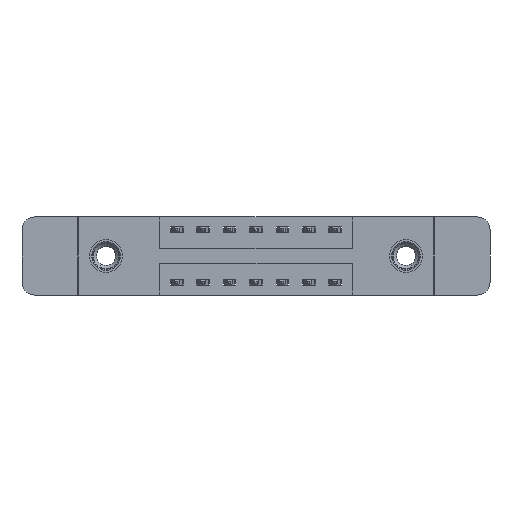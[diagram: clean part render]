
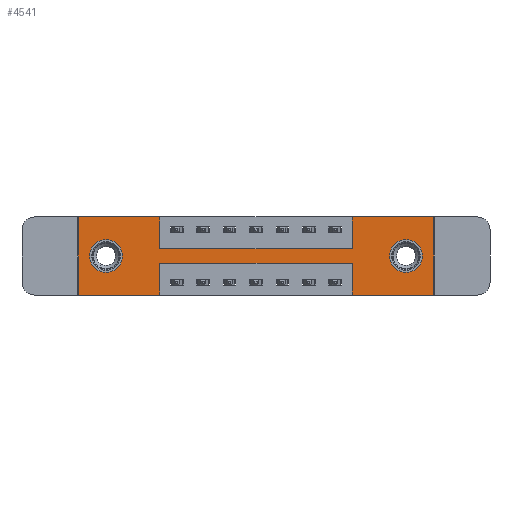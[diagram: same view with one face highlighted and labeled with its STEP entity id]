
A CAD part, front view. The second image highlights one B-rep face of the part: STEP entity #4541.
In plain terms, the highlighted planar face has unit normal (0, -1, 0).
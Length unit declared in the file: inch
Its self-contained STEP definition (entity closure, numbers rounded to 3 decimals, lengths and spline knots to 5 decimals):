
#56 = PLANE ( 'NONE',  #10023 ) ;
#288 = CARTESIAN_POINT ( 'NONE',  ( 0.3875, 0., 0. ) ) ;
#557 = VECTOR ( 'NONE', #8218, 39.37008 ) ;
#585 = VERTEX_POINT ( 'NONE', #13990 ) ;
#769 = VECTOR ( 'NONE', #5061, 39.37008 ) ;
#1064 = ORIENTED_EDGE ( 'NONE', *, *, #9728, .F. ) ;
#1129 = DIRECTION ( 'NONE',  ( 0., 1., 0. ) ) ;
#1190 = CARTESIAN_POINT ( 'NONE',  ( 1.685, 0., 0. ) ) ;
#1193 = FACE_BOUND ( 'NONE', #4871, .T. ) ;
#1316 = VERTEX_POINT ( 'NONE', #9819 ) ;
#1334 = CARTESIAN_POINT ( 'NONE',  ( 0.1325, 0., -0.185 ) ) ;
#1382 = CARTESIAN_POINT ( 'NONE',  ( 0., 0., 0. ) ) ;
#1413 = DIRECTION ( 'NONE',  ( 0., 1., 0. ) ) ;
#1517 = VERTEX_POINT ( 'NONE', #10037 ) ;
#1894 = DIRECTION ( 'NONE',  ( 1., 0., 0. ) ) ;
#1946 = CIRCLE ( 'NONE', #11811, 0.078 ) ;
#1999 = VERTEX_POINT ( 'NONE', #3894 ) ;
#2023 = LINE ( 'NONE', #6615, #4444 ) ;
#2149 = ORIENTED_EDGE ( 'NONE', *, *, #12898, .F. ) ;
#2268 = DIRECTION ( 'NONE',  ( 0., 0., -1. ) ) ;
#2344 = ORIENTED_EDGE ( 'NONE', *, *, #10177, .T. ) ;
#2411 = FACE_BOUND ( 'NONE', #9625, .T. ) ;
#2428 = LINE ( 'NONE', #3562, #9288 ) ;
#2477 = CARTESIAN_POINT ( 'NONE',  ( 1.2975, 0., 0. ) ) ;
#2697 = LINE ( 'NONE', #2477, #5187 ) ;
#2725 = ORIENTED_EDGE ( 'NONE', *, *, #5997, .F. ) ;
#2790 = CARTESIAN_POINT ( 'NONE',  ( 0.1325, 0., -0.185 ) ) ;
#3060 = CARTESIAN_POINT ( 'NONE',  ( 1.2975, 0., -0.15 ) ) ;
#3175 = VERTEX_POINT ( 'NONE', #1190 ) ;
#3181 = AXIS2_PLACEMENT_3D ( 'NONE', #8149, #1129, #2268 ) ;
#3346 = CIRCLE ( 'NONE', #14169, 0.078 ) ;
#3369 = ORIENTED_EDGE ( 'NONE', *, *, #6172, .T. ) ;
#3425 = VECTOR ( 'NONE', #13815, 39.37008 ) ;
#3496 = LINE ( 'NONE', #1382, #7783 ) ;
#3545 = DIRECTION ( 'NONE',  ( 0., -1., 0. ) ) ;
#3560 = ORIENTED_EDGE ( 'NONE', *, *, #12948, .F. ) ;
#3562 = CARTESIAN_POINT ( 'NONE',  ( 0.3875, 0., -0.22 ) ) ;
#3680 = DIRECTION ( 'NONE',  ( 0., 0., 1. ) ) ;
#3783 = VERTEX_POINT ( 'NONE', #9534 ) ;
#3894 = CARTESIAN_POINT ( 'NONE',  ( 1.685, 0., -0.37 ) ) ;
#3938 = CARTESIAN_POINT ( 'NONE',  ( 0., 0., 0. ) ) ;
#3949 = VECTOR ( 'NONE', #7820, 39.37008 ) ;
#4030 = EDGE_CURVE ( 'NONE', #3783, #9286, #2428, .T. ) ;
#4097 = VERTEX_POINT ( 'NONE', #10178 ) ;
#4242 = EDGE_LOOP ( 'NONE', ( #3560, #8376, #7580, #1064, #13644, #6918, #5684, #6591, #10051, #2725, #2149, #7597 ) ) ;
#4254 = CARTESIAN_POINT ( 'NONE',  ( 0.3875, 0., -0.37 ) ) ;
#4444 = VECTOR ( 'NONE', #7902, 39.37008 ) ;
#4461 = VERTEX_POINT ( 'NONE', #7995 ) ;
#4495 = CARTESIAN_POINT ( 'NONE',  ( 0.1325, 0., -0.107 ) ) ;
#4541 = ADVANCED_FACE ( 'NONE', ( #1193, #2411, #5504 ), #56, .T. ) ;
#4871 = EDGE_LOOP ( 'NONE', ( #2344, #14925 ) ) ;
#5045 = LINE ( 'NONE', #9627, #6582 ) ;
#5061 = DIRECTION ( 'NONE',  ( 1., 0., 0. ) ) ;
#5168 = VERTEX_POINT ( 'NONE', #3060 ) ;
#5187 = VECTOR ( 'NONE', #3680, 39.37008 ) ;
#5205 = DIRECTION ( 'NONE',  ( 0., 0., 1. ) ) ;
#5263 = CARTESIAN_POINT ( 'NONE',  ( 1.2975, 0., -0.37 ) ) ;
#5504 = FACE_OUTER_BOUND ( 'NONE', #4242, .T. ) ;
#5684 = ORIENTED_EDGE ( 'NONE', *, *, #10789, .F. ) ;
#5997 = EDGE_CURVE ( 'NONE', #4461, #11170, #2023, .T. ) ;
#6116 = LINE ( 'NONE', #288, #557 ) ;
#6137 = CARTESIAN_POINT ( 'NONE',  ( 0.3875, 0., -0.37 ) ) ;
#6172 = EDGE_CURVE ( 'NONE', #10375, #8922, #3346, .T. ) ;
#6582 = VECTOR ( 'NONE', #7390, 39.37008 ) ;
#6591 = ORIENTED_EDGE ( 'NONE', *, *, #11925, .F. ) ;
#6615 = CARTESIAN_POINT ( 'NONE',  ( 0., 0., 0. ) ) ;
#6918 = ORIENTED_EDGE ( 'NONE', *, *, #11737, .F. ) ;
#6935 = ORIENTED_EDGE ( 'NONE', *, *, #14920, .T. ) ;
#7141 = CARTESIAN_POINT ( 'NONE',  ( 1.5525, 0., -0.185 ) ) ;
#7294 = DIRECTION ( 'NONE',  ( 0., 0., -1. ) ) ;
#7390 = DIRECTION ( 'NONE',  ( -1., 0., 0. ) ) ;
#7407 = LINE ( 'NONE', #3938, #769 ) ;
#7479 = LINE ( 'NONE', #6137, #11616 ) ;
#7580 = ORIENTED_EDGE ( 'NONE', *, *, #13794, .F. ) ;
#7597 = ORIENTED_EDGE ( 'NONE', *, *, #13165, .F. ) ;
#7783 = VECTOR ( 'NONE', #10570, 39.37008 ) ;
#7820 = DIRECTION ( 'NONE',  ( 0., 0., 1. ) ) ;
#7851 = LINE ( 'NONE', #14772, #9925 ) ;
#7888 = CARTESIAN_POINT ( 'NONE',  ( 1.2975, 0., -0.37 ) ) ;
#7902 = DIRECTION ( 'NONE',  ( 1., 0., 0. ) ) ;
#7995 = CARTESIAN_POINT ( 'NONE',  ( 0., 0., 0. ) ) ;
#8149 = CARTESIAN_POINT ( 'NONE',  ( 1.5525, 0., -0.185 ) ) ;
#8218 = DIRECTION ( 'NONE',  ( 0., 0., -1. ) ) ;
#8376 = ORIENTED_EDGE ( 'NONE', *, *, #4030, .F. ) ;
#8593 = DIRECTION ( 'NONE',  ( 0., 1., 0. ) ) ;
#8922 = VERTEX_POINT ( 'NONE', #11357 ) ;
#9286 = VERTEX_POINT ( 'NONE', #9606 ) ;
#9288 = VECTOR ( 'NONE', #12513, 39.37008 ) ;
#9317 = DIRECTION ( 'NONE',  ( 0., 1., 0. ) ) ;
#9377 = AXIS2_PLACEMENT_3D ( 'NONE', #2790, #8593, #5205 ) ;
#9534 = CARTESIAN_POINT ( 'NONE',  ( 1.2975, 0., -0.22 ) ) ;
#9606 = CARTESIAN_POINT ( 'NONE',  ( 0.3875, 0., -0.22 ) ) ;
#9625 = EDGE_LOOP ( 'NONE', ( #3369, #6935 ) ) ;
#9627 = CARTESIAN_POINT ( 'NONE',  ( 0., 0., -0.37 ) ) ;
#9709 = EDGE_CURVE ( 'NONE', #11170, #585, #6116, .T. ) ;
#9728 = EDGE_CURVE ( 'NONE', #1999, #11098, #10548, .T. ) ;
#9819 = CARTESIAN_POINT ( 'NONE',  ( 1.5525, 0., -0.263 ) ) ;
#9925 = VECTOR ( 'NONE', #1894, 39.37008 ) ;
#10023 = AXIS2_PLACEMENT_3D ( 'NONE', #13864, #3545, #12423 ) ;
#10037 = CARTESIAN_POINT ( 'NONE',  ( 1.2975, 0., 0. ) ) ;
#10051 = ORIENTED_EDGE ( 'NONE', *, *, #9709, .F. ) ;
#10177 = EDGE_CURVE ( 'NONE', #4097, #1316, #1946, .T. ) ;
#10178 = CARTESIAN_POINT ( 'NONE',  ( 1.5525, 0., -0.107 ) ) ;
#10375 = VERTEX_POINT ( 'NONE', #4495 ) ;
#10548 = LINE ( 'NONE', #10699, #12841 ) ;
#10570 = DIRECTION ( 'NONE',  ( 0., 0., 1. ) ) ;
#10699 = CARTESIAN_POINT ( 'NONE',  ( 0., 0., -0.37 ) ) ;
#10755 = DIRECTION ( 'NONE',  ( 0., 0., 1. ) ) ;
#10789 = EDGE_CURVE ( 'NONE', #5168, #1517, #2697, .T. ) ;
#10840 = DIRECTION ( 'NONE',  ( -1., 0., 0. ) ) ;
#11098 = VERTEX_POINT ( 'NONE', #7888 ) ;
#11170 = VERTEX_POINT ( 'NONE', #12845 ) ;
#11357 = CARTESIAN_POINT ( 'NONE',  ( 0.1325, 0., -0.263 ) ) ;
#11481 = VERTEX_POINT ( 'NONE', #4254 ) ;
#11499 = EDGE_CURVE ( 'NONE', #3175, #1999, #13960, .T. ) ;
#11616 = VECTOR ( 'NONE', #11853, 39.37008 ) ;
#11737 = EDGE_CURVE ( 'NONE', #1517, #3175, #7407, .T. ) ;
#11811 = AXIS2_PLACEMENT_3D ( 'NONE', #7141, #1413, #7294 ) ;
#11853 = DIRECTION ( 'NONE',  ( 0., 0., -1. ) ) ;
#11925 = EDGE_CURVE ( 'NONE', #585, #5168, #7851, .T. ) ;
#11971 = EDGE_CURVE ( 'NONE', #1316, #4097, #13774, .T. ) ;
#12423 = DIRECTION ( 'NONE',  ( 0., 0., -1. ) ) ;
#12513 = DIRECTION ( 'NONE',  ( -1., 0., 0. ) ) ;
#12841 = VECTOR ( 'NONE', #10840, 39.37008 ) ;
#12845 = CARTESIAN_POINT ( 'NONE',  ( 0.3875, 0., 0. ) ) ;
#12898 = EDGE_CURVE ( 'NONE', #14922, #4461, #3496, .T. ) ;
#12948 = EDGE_CURVE ( 'NONE', #9286, #11481, #7479, .T. ) ;
#13165 = EDGE_CURVE ( 'NONE', #11481, #14922, #5045, .T. ) ;
#13179 = CARTESIAN_POINT ( 'NONE',  ( 0., 0., -0.37 ) ) ;
#13644 = ORIENTED_EDGE ( 'NONE', *, *, #11499, .F. ) ;
#13774 = CIRCLE ( 'NONE', #3181, 0.078 ) ;
#13794 = EDGE_CURVE ( 'NONE', #11098, #3783, #14659, .T. ) ;
#13815 = DIRECTION ( 'NONE',  ( 0., 0., -1. ) ) ;
#13864 = CARTESIAN_POINT ( 'NONE',  ( 0., 0., -0.37 ) ) ;
#13960 = LINE ( 'NONE', #14871, #3425 ) ;
#13990 = CARTESIAN_POINT ( 'NONE',  ( 0.3875, 0., -0.15 ) ) ;
#14006 = CIRCLE ( 'NONE', #9377, 0.078 ) ;
#14169 = AXIS2_PLACEMENT_3D ( 'NONE', #1334, #9317, #10755 ) ;
#14659 = LINE ( 'NONE', #5263, #3949 ) ;
#14772 = CARTESIAN_POINT ( 'NONE',  ( 0.3875, 0., -0.15 ) ) ;
#14871 = CARTESIAN_POINT ( 'NONE',  ( 1.685, 0., 0. ) ) ;
#14920 = EDGE_CURVE ( 'NONE', #8922, #10375, #14006, .T. ) ;
#14922 = VERTEX_POINT ( 'NONE', #13179 ) ;
#14925 = ORIENTED_EDGE ( 'NONE', *, *, #11971, .T. ) ;
